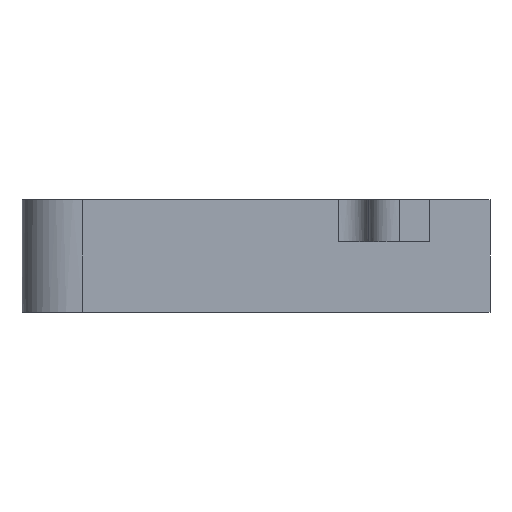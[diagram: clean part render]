
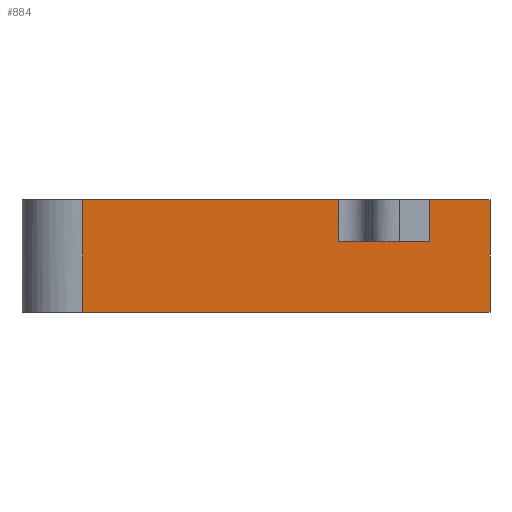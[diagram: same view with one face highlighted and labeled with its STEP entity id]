
A CAD part, left-side view. The second image highlights one B-rep face of the part: STEP entity #884.
In plain terms, the highlighted free-form (B-spline) face has degree [1, 1] with [2, 2] control points.
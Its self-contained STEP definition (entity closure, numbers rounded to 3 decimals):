
#12=B_SPLINE_CURVE_WITH_KNOTS('',3,(#1409,#1410,#1411,#1412),
 .UNSPECIFIED.,.F.,.F.,(4,4),(0.,1.),.UNSPECIFIED.);
#13=B_SPLINE_CURVE_WITH_KNOTS('',3,(#1416,#1417,#1418,#1419),
 .UNSPECIFIED.,.F.,.F.,(4,4),(0.,1.),.UNSPECIFIED.);
#36=LINE('',#1406,#70);
#37=LINE('',#1414,#71);
#38=LINE('',#1421,#72);
#39=LINE('',#1423,#73);
#40=LINE('',#1425,#74);
#41=LINE('',#1427,#75);
#70=VECTOR('',#1063,1000.);
#71=VECTOR('',#1064,1000.);
#72=VECTOR('',#1065,1000.);
#73=VECTOR('',#1066,1000.);
#74=VECTOR('',#1067,1000.);
#75=VECTOR('',#1068,1000.);
#103=B_SPLINE_SURFACE_WITH_KNOTS('',1,1,((#1402,#1403),(#1404,#1405)),
 .PLANE_SURF.,.F.,.F.,.F.,(2,2),(2,2),(0.,1.),(0.,1.),.UNSPECIFIED.);
#224=ORIENTED_EDGE('',*,*,#482,.F.);
#225=ORIENTED_EDGE('',*,*,#483,.T.);
#226=ORIENTED_EDGE('',*,*,#484,.F.);
#227=ORIENTED_EDGE('',*,*,#485,.T.);
#228=ORIENTED_EDGE('',*,*,#486,.T.);
#229=ORIENTED_EDGE('',*,*,#487,.T.);
#230=ORIENTED_EDGE('',*,*,#488,.F.);
#231=ORIENTED_EDGE('',*,*,#489,.F.);
#482=EDGE_CURVE('',#606,#607,#36,.T.);
#483=EDGE_CURVE('',#606,#608,#12,.T.);
#484=EDGE_CURVE('',#609,#608,#37,.T.);
#485=EDGE_CURVE('',#609,#610,#13,.T.);
#486=EDGE_CURVE('',#610,#611,#38,.T.);
#487=EDGE_CURVE('',#611,#612,#39,.T.);
#488=EDGE_CURVE('',#613,#612,#40,.T.);
#489=EDGE_CURVE('',#607,#613,#41,.T.);
#606=VERTEX_POINT('',#1407);
#607=VERTEX_POINT('',#1408);
#608=VERTEX_POINT('',#1413);
#609=VERTEX_POINT('',#1415);
#610=VERTEX_POINT('',#1420);
#611=VERTEX_POINT('',#1422);
#612=VERTEX_POINT('',#1424);
#613=VERTEX_POINT('',#1426);
#716=EDGE_LOOP('',(#224,#225,#226,#227,#228,#229,#230,#231));
#788=FACE_BOUND('',#716,.T.);
#884=ADVANCED_FACE('',(#788),#103,.T.);
#1063=DIRECTION('',(0.,-1.,0.));
#1064=DIRECTION('',(0.,-1.,0.));
#1065=DIRECTION('',(0.,-1.,0.));
#1066=DIRECTION('',(0.,0.,1.));
#1067=DIRECTION('',(0.,-1.,0.));
#1068=DIRECTION('',(0.,0.,1.));
#1402=CARTESIAN_POINT('',(-31.6,-31.525,4.7));
#1403=CARTESIAN_POINT('',(-31.6,-31.525,-10.7));
#1404=CARTESIAN_POINT('',(-31.6,24.025,4.7));
#1405=CARTESIAN_POINT('',(-31.6,24.025,-10.7));
#1406=CARTESIAN_POINT('',(-31.6,0.,-1.25));
#1407=CARTESIAN_POINT('',(-31.6,-10.25,-1.25));
#1408=CARTESIAN_POINT('',(-31.6,-21.5,-1.25));
#1409=CARTESIAN_POINT('',(-31.6,-10.25,-1.25));
#1410=CARTESIAN_POINT('',(-31.6,-10.25,0.5));
#1411=CARTESIAN_POINT('',(-31.6,-10.25,2.25));
#1412=CARTESIAN_POINT('',(-31.6,-10.25,4.));
#1413=CARTESIAN_POINT('',(-31.6,-10.25,4.));
#1414=CARTESIAN_POINT('',(-31.6,0.,4.));
#1415=CARTESIAN_POINT('',(-31.6,21.5,4.));
#1416=CARTESIAN_POINT('',(-31.6,21.5,4.));
#1417=CARTESIAN_POINT('',(-31.6,21.5,-0.667));
#1418=CARTESIAN_POINT('',(-31.6,21.5,-5.333));
#1419=CARTESIAN_POINT('',(-31.6,21.5,-10.));
#1420=CARTESIAN_POINT('',(-31.6,21.5,-10.));
#1421=CARTESIAN_POINT('',(-31.6,0.,-10.));
#1422=CARTESIAN_POINT('',(-31.6,-29.,-10.));
#1423=CARTESIAN_POINT('',(-31.6,-29.,-0.002));
#1424=CARTESIAN_POINT('',(-31.6,-29.,4.));
#1425=CARTESIAN_POINT('',(-31.6,0.,4.));
#1426=CARTESIAN_POINT('',(-31.6,-21.5,4.));
#1427=CARTESIAN_POINT('',(-31.6,-21.5,-1.25));
